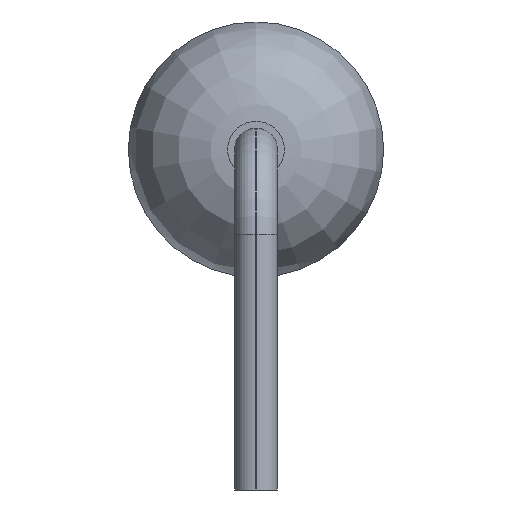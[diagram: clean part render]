
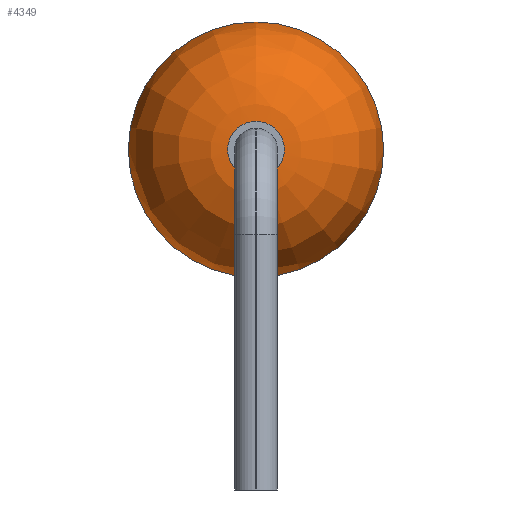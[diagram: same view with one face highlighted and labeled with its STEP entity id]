
A CAD part, left-side view. The second image highlights one B-rep face of the part: STEP entity #4349.
In plain terms, the highlighted face is a revolution surface.
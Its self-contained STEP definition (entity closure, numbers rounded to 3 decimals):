
#4279 = CYLINDRICAL_SURFACE('',#4280,1.8);
#4280 = AXIS2_PLACEMENT_3D('',#4281,#4282,#4283);
#4281 = CARTESIAN_POINT('',(-3.35,0.,0.));
#4282 = DIRECTION('',(1.,0.,0.));
#4283 = DIRECTION('',(0.,0.,1.));
#4295 = VERTEX_POINT('',#4296);
#4296 = CARTESIAN_POINT('',(-3.35,0.,1.8));
#4317 = EDGE_CURVE('',#4295,#4295,#4318,.T.);
#4318 = SURFACE_CURVE('',#4319,(#4324,#4331),.PCURVE_S1.);
#4319 = CIRCLE('',#4320,1.8);
#4320 = AXIS2_PLACEMENT_3D('',#4321,#4322,#4323);
#4321 = CARTESIAN_POINT('',(-3.35,0.,0.));
#4322 = DIRECTION('',(1.,0.,-0.));
#4323 = DIRECTION('',(0.,0.,1.));
#4324 = PCURVE('',#4279,#4325);
#4325 = DEFINITIONAL_REPRESENTATION('',(#4326),#4330);
#4326 = LINE('',#4327,#4328);
#4327 = CARTESIAN_POINT('',(0.,0.));
#4328 = VECTOR('',#4329,1.);
#4329 = DIRECTION('',(1.,0.));
#4330 = ( GEOMETRIC_REPRESENTATION_CONTEXT(2) 
PARAMETRIC_REPRESENTATION_CONTEXT() REPRESENTATION_CONTEXT('2D SPACE',''
  ) );
#4331 = PCURVE('',#4332,#4341);
#4332 = SURFACE_OF_REVOLUTION('',#4333,#4338);
#4333 = CIRCLE('',#4334,1.4);
#4334 = AXIS2_PLACEMENT_3D('',#4335,#4336,#4337);
#4335 = CARTESIAN_POINT('',(-3.35,0.,0.4));
#4336 = DIRECTION('',(0.,-1.,0.));
#4337 = DIRECTION('',(1.,0.,0.));
#4338 = AXIS1_PLACEMENT('',#4339,#4340);
#4339 = CARTESIAN_POINT('',(0.,0.,0.));
#4340 = DIRECTION('',(1.,0.,0.));
#4341 = DEFINITIONAL_REPRESENTATION('',(#4342),#4346);
#4342 = LINE('',#4343,#4344);
#4343 = CARTESIAN_POINT('',(0.,1.571));
#4344 = VECTOR('',#4345,1.);
#4345 = DIRECTION('',(1.,0.));
#4346 = ( GEOMETRIC_REPRESENTATION_CONTEXT(2) 
PARAMETRIC_REPRESENTATION_CONTEXT() REPRESENTATION_CONTEXT('2D SPACE',''
  ) );
#4349 = ADVANCED_FACE('',(#4350),#4332,.F.);
#4350 = FACE_BOUND('',#4351,.F.);
#4351 = EDGE_LOOP('',(#4352,#4353,#4377,#4404));
#4352 = ORIENTED_EDGE('',*,*,#4317,.T.);
#4353 = ORIENTED_EDGE('',*,*,#4354,.T.);
#4354 = EDGE_CURVE('',#4295,#4355,#4357,.T.);
#4355 = VERTEX_POINT('',#4356);
#4356 = CARTESIAN_POINT('',(-4.75,0.,0.4));
#4357 = SEAM_CURVE('',#4358,(#4363,#4370),.PCURVE_S1.);
#4358 = CIRCLE('',#4359,1.4);
#4359 = AXIS2_PLACEMENT_3D('',#4360,#4361,#4362);
#4360 = CARTESIAN_POINT('',(-3.35,0.,0.4));
#4361 = DIRECTION('',(0.,-1.,0.));
#4362 = DIRECTION('',(1.,0.,0.));
#4363 = PCURVE('',#4332,#4364);
#4364 = DEFINITIONAL_REPRESENTATION('',(#4365),#4369);
#4365 = LINE('',#4366,#4367);
#4366 = CARTESIAN_POINT('',(0.,0.));
#4367 = VECTOR('',#4368,1.);
#4368 = DIRECTION('',(0.,1.));
#4369 = ( GEOMETRIC_REPRESENTATION_CONTEXT(2) 
PARAMETRIC_REPRESENTATION_CONTEXT() REPRESENTATION_CONTEXT('2D SPACE',''
  ) );
#4370 = PCURVE('',#4332,#4371);
#4371 = DEFINITIONAL_REPRESENTATION('',(#4372),#4376);
#4372 = LINE('',#4373,#4374);
#4373 = CARTESIAN_POINT('',(6.283,0.));
#4374 = VECTOR('',#4375,1.);
#4375 = DIRECTION('',(0.,1.));
#4376 = ( GEOMETRIC_REPRESENTATION_CONTEXT(2) 
PARAMETRIC_REPRESENTATION_CONTEXT() REPRESENTATION_CONTEXT('2D SPACE',''
  ) );
#4377 = ORIENTED_EDGE('',*,*,#4378,.F.);
#4378 = EDGE_CURVE('',#4355,#4355,#4379,.T.);
#4379 = SURFACE_CURVE('',#4380,(#4385,#4392),.PCURVE_S1.);
#4380 = CIRCLE('',#4381,0.4);
#4381 = AXIS2_PLACEMENT_3D('',#4382,#4383,#4384);
#4382 = CARTESIAN_POINT('',(-4.75,0.,0.));
#4383 = DIRECTION('',(1.,0.,-0.));
#4384 = DIRECTION('',(0.,0.,1.));
#4385 = PCURVE('',#4332,#4386);
#4386 = DEFINITIONAL_REPRESENTATION('',(#4387),#4391);
#4387 = LINE('',#4388,#4389);
#4388 = CARTESIAN_POINT('',(0.,3.142));
#4389 = VECTOR('',#4390,1.);
#4390 = DIRECTION('',(1.,0.));
#4391 = ( GEOMETRIC_REPRESENTATION_CONTEXT(2) 
PARAMETRIC_REPRESENTATION_CONTEXT() REPRESENTATION_CONTEXT('2D SPACE',''
  ) );
#4392 = PCURVE('',#4393,#4398);
#4393 = PLANE('',#4394);
#4394 = AXIS2_PLACEMENT_3D('',#4395,#4396,#4397);
#4395 = CARTESIAN_POINT('',(-4.75,0.,0.));
#4396 = DIRECTION('',(1.,0.,0.));
#4397 = DIRECTION('',(0.,0.,1.));
#4398 = DEFINITIONAL_REPRESENTATION('',(#4399),#4403);
#4399 = CIRCLE('',#4400,0.4);
#4400 = AXIS2_PLACEMENT_2D('',#4401,#4402);
#4401 = CARTESIAN_POINT('',(0.,0.));
#4402 = DIRECTION('',(1.,0.));
#4403 = ( GEOMETRIC_REPRESENTATION_CONTEXT(2) 
PARAMETRIC_REPRESENTATION_CONTEXT() REPRESENTATION_CONTEXT('2D SPACE',''
  ) );
#4404 = ORIENTED_EDGE('',*,*,#4354,.F.);
